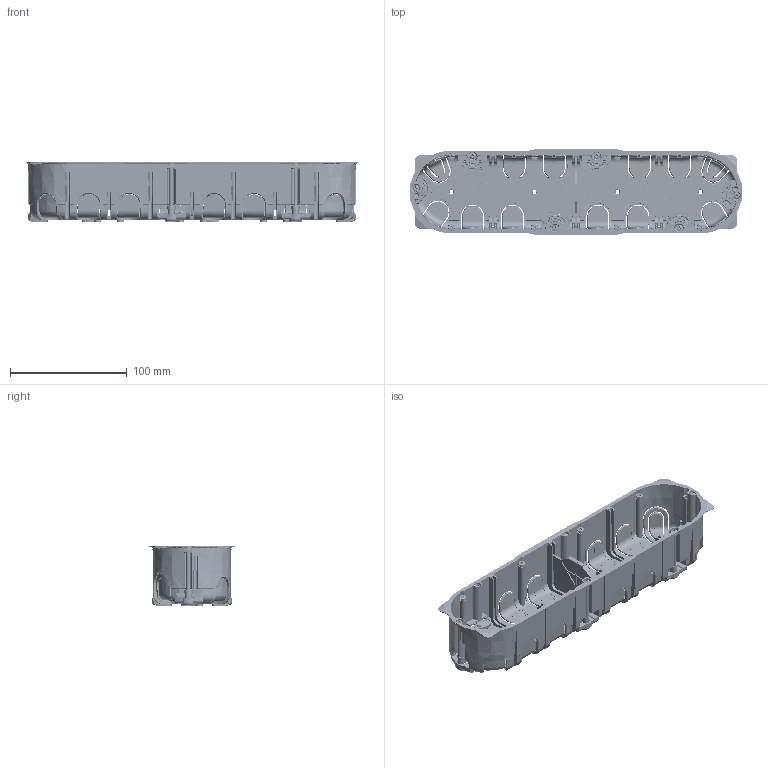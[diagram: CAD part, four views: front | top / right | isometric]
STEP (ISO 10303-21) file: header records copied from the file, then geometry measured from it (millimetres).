
FILE_DESCRIPTION(('CATIA V5 STEP Exchange','CAx-IF Rec.Pracs.--- Model Styling and Organization---1.4--- 2014-01-23'),'2;1');
FILE_NAME('080054 _AllCATPart.stp','2021-04-27T07:53:22+00:00',('none'),('none'),'CATIA Version 5-6 Release 2017 SP5','CATIA V5 STEP AP214','none');
FILE_SCHEMA(('AUTOMOTIVE_DESIGN { 1 0 10303 214 1 1 1 1 }'));
Length unit declared in the file: millimetre
Products named in the file (1): 080054 _AllCATPart
Bounding box: 284 x 73.8 x 50.6 mm (x, y, z)
Volume: 96033.3 mm3; surface area: 132253.1 mm2
Topology: 16 solids, 16 shells, 11861 faces, 34402 edges, 22438 vertices
Faces by surface type: plane 8412, bspline 1257, cylinder 1076, cone 767, torus 255, sphere 80, extrusion 8, revolution 6
Entity records: 445481 total; most frequent: CARTESIAN_POINT 159020, ORIENTED_EDGE 68532, DIRECTION 44796, EDGE_CURVE 34266, VECTOR 23941, LINE 23933, VERTEX_POINT 22438, EDGE_LOOP 12070
